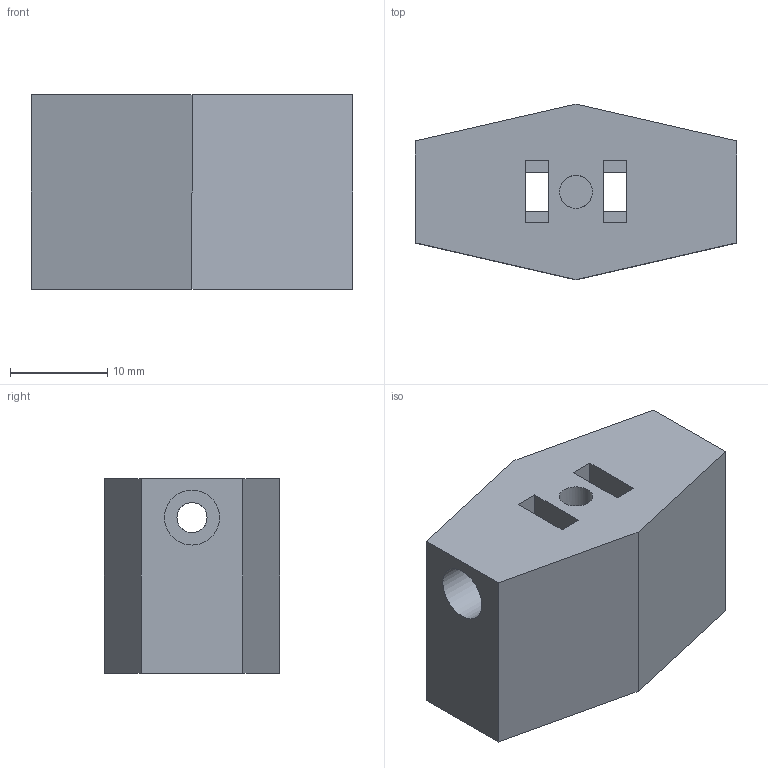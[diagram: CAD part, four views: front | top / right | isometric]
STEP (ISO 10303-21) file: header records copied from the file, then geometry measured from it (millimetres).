
FILE_DESCRIPTION( ( '' ), ' ' );
FILE_NAME( '5cb0c9e49113ae16c4ce1461.step', '2019-04-12T17:24:53', ( '' ), ( '' ), ' ', ' ', ' ' );
FILE_SCHEMA( ( 'AUTOMOTIVE_DESIGN { 1 0 10303 214 1 1 1 1 }' ) );
Length unit declared in the file: metre
Products named in the file (1): K-Drill-Extended
Bounding box: 33 x 18 x 20 mm (x, y, z)
Volume: 8543.8 mm3; surface area: 3580.3 mm2
Topology: 1 solids, 1 shells, 47 faces, 130 edges, 88 vertices
Faces by surface type: plane 40, cylinder 7
Full cylindrical faces by diameter (mm): 3.1 x4, 3.4 x1, 5.65 x2
Entity records: 1916 total; most frequent: CARTESIAN_POINT 346, ORIENTED_EDGE 236, DIRECTION 222, EDGE_CURVE 118, LINE 102, VECTOR 102, VERTEX_POINT 84, EDGE_LOOP 70
